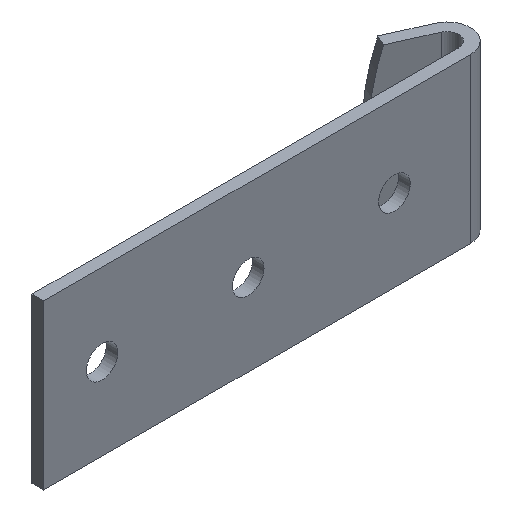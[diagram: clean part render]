
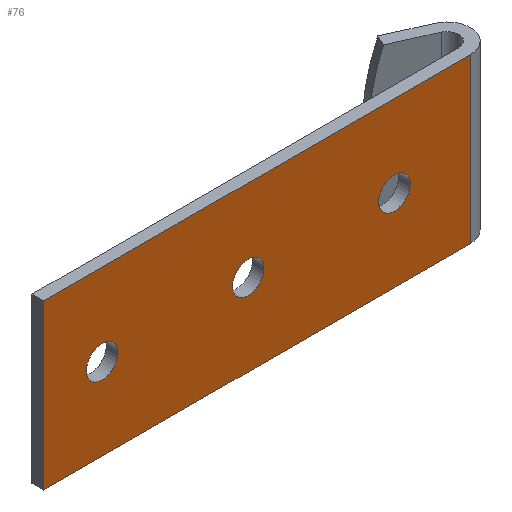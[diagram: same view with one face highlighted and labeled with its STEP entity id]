
A CAD part, isometric view. The second image highlights one B-rep face of the part: STEP entity #76.
In plain terms, the highlighted planar face has unit normal (0, -1, 0).
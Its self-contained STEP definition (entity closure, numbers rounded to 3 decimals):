
#76 = ADVANCED_FACE( '', ( #147, #148, #149, #150 ), #151, .F. );
#147 = FACE_BOUND( '', #215, .T. );
#148 = FACE_BOUND( '', #216, .T. );
#149 = FACE_BOUND( '', #217, .T. );
#150 = FACE_OUTER_BOUND( '', #218, .T. );
#151 = PLANE( '', #219 );
#215 = EDGE_LOOP( '', ( #312 ) );
#216 = EDGE_LOOP( '', ( #313 ) );
#217 = EDGE_LOOP( '', ( #314 ) );
#218 = EDGE_LOOP( '', ( #315, #316, #317, #318 ) );
#219 = AXIS2_PLACEMENT_3D( '', #319, #320, #321 );
#312 = ORIENTED_EDGE( '', *, *, #415, .T. );
#313 = ORIENTED_EDGE( '', *, *, #416, .T. );
#314 = ORIENTED_EDGE( '', *, *, #417, .T. );
#315 = ORIENTED_EDGE( '', *, *, #418, .T. );
#316 = ORIENTED_EDGE( '', *, *, #407, .F. );
#317 = ORIENTED_EDGE( '', *, *, #402, .F. );
#318 = ORIENTED_EDGE( '', *, *, #388, .T. );
#319 = CARTESIAN_POINT( '', ( 0., 0., 14. ) );
#320 = DIRECTION( '', ( 0., 1., 0. ) );
#321 = DIRECTION( '', ( 0., 0., 1. ) );
#388 = EDGE_CURVE( '', #447, #445, #448, .T. );
#402 = EDGE_CURVE( '', #447, #470, #471, .T. );
#407 = EDGE_CURVE( '', #470, #474, #478, .T. );
#415 = EDGE_CURVE( '', #488, #488, #489, .T. );
#416 = EDGE_CURVE( '', #490, #490, #491, .T. );
#417 = EDGE_CURVE( '', #492, #492, #493, .T. );
#418 = EDGE_CURVE( '', #445, #474, #494, .T. );
#445 = VERTEX_POINT( '', #526 );
#447 = VERTEX_POINT( '', #529 );
#448 = LINE( '', #530, #531 );
#470 = VERTEX_POINT( '', #560 );
#471 = LINE( '', #561, #562 );
#474 = VERTEX_POINT( '', #565 );
#478 = LINE( '', #570, #571 );
#488 = VERTEX_POINT( '', #584 );
#489 = CIRCLE( '', #585, 2.7 );
#490 = VERTEX_POINT( '', #586 );
#491 = CIRCLE( '', #587, 2.7 );
#492 = VERTEX_POINT( '', #588 );
#493 = CIRCLE( '', #589, 2.7 );
#494 = LINE( '', #590, #591 );
#526 = CARTESIAN_POINT( '', ( 0., 0., -14. ) );
#529 = CARTESIAN_POINT( '', ( 0., 0., 14. ) );
#530 = CARTESIAN_POINT( '', ( 0., 0., 14. ) );
#531 = VECTOR( '', #617, 1000. );
#560 = CARTESIAN_POINT( '', ( 73., 0., 14. ) );
#561 = CARTESIAN_POINT( '', ( 0., 0., 14. ) );
#562 = VECTOR( '', #637, 1000. );
#565 = CARTESIAN_POINT( '', ( 73., 0., -14. ) );
#570 = CARTESIAN_POINT( '', ( 73., 0., 14. ) );
#571 = VECTOR( '', #645, 1000. );
#584 = CARTESIAN_POINT( '', ( 37.7, 0., 0. ) );
#585 = AXIS2_PLACEMENT_3D( '', #652, #653, #654 );
#586 = CARTESIAN_POINT( '', ( 62.7, 0., 0. ) );
#587 = AXIS2_PLACEMENT_3D( '', #655, #656, #657 );
#588 = CARTESIAN_POINT( '', ( 12.7, 0., 0. ) );
#589 = AXIS2_PLACEMENT_3D( '', #658, #659, #660 );
#590 = CARTESIAN_POINT( '', ( 0., 0., -14. ) );
#591 = VECTOR( '', #661, 1000. );
#617 = DIRECTION( '', ( 0., 0., -1. ) );
#637 = DIRECTION( '', ( 1., 0., 0. ) );
#645 = DIRECTION( '', ( 0., 0., -1. ) );
#652 = CARTESIAN_POINT( '', ( 35., 0., 0. ) );
#653 = DIRECTION( '', ( 0., 1., 0. ) );
#654 = DIRECTION( '', ( 1., 0., 0. ) );
#655 = CARTESIAN_POINT( '', ( 60., 0., 0. ) );
#656 = DIRECTION( '', ( 0., 1., 0. ) );
#657 = DIRECTION( '', ( 1., 0., 0. ) );
#658 = CARTESIAN_POINT( '', ( 10., 0., 0. ) );
#659 = DIRECTION( '', ( 0., 1., 0. ) );
#660 = DIRECTION( '', ( 1., 0., 0. ) );
#661 = DIRECTION( '', ( 1., 0., 0. ) );
